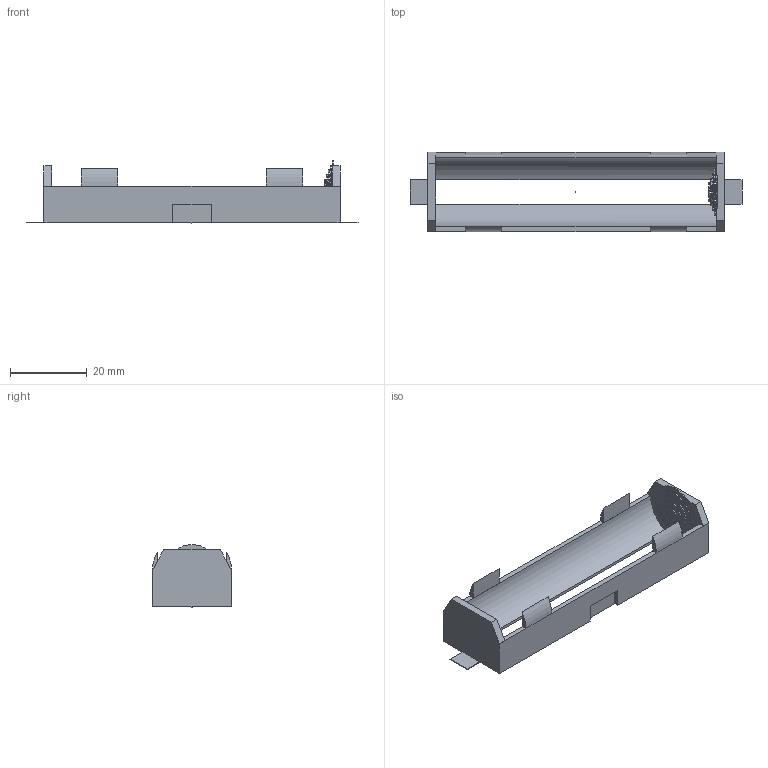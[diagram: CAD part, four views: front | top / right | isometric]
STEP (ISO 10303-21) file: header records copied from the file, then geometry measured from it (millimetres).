
FILE_DESCRIPTION(/* description */ (''),/* implementation_level */ '2;1');
FILE_NAME(/* name */ 'BatteryHolder_SMD_SMT_1042_1x18650.step',/* time_stamp */ '2021-08-17T10:41:18+02:00',/* author */ (''),/* organization */ (''),/* preprocessor_version */ 'ST-DEVELOPER v18.1',/* originating_system */ 'Autodesk Translation Framework v10.9.0.1377',/* authorisation */ '');
FILE_SCHEMA (('AUTOMOTIVE_DESIGN { 1 0 10303 214 3 1 1 }'));
Length unit declared in the file: millimetre
Products named in the file (1): BatteryHolder_SMD_SMT_1042_1x18650
Bounding box: 86.41 x 20.65 x 16.31 mm (x, y, z)
Volume: 5735.9 mm3; surface area: 6457.9 mm2
Topology: 6 solids, 6 shells, 88 faces, 215 edges, 136 vertices
Faces by surface type: plane 69, cylinder 19
Full cylindrical faces by diameter (mm): 0.02 x1, 2.4 x1, 4.8 x2, 7.2 x2, 9.6 x2, 12 x1
Entity records: 2687 total; most frequent: CARTESIAN_POINT 440, DIRECTION 435, ORIENTED_EDGE 430, EDGE_CURVE 215, LINE 173, VECTOR 173, VERTEX_POINT 136, AXIS2_PLACEMENT_3D 131
